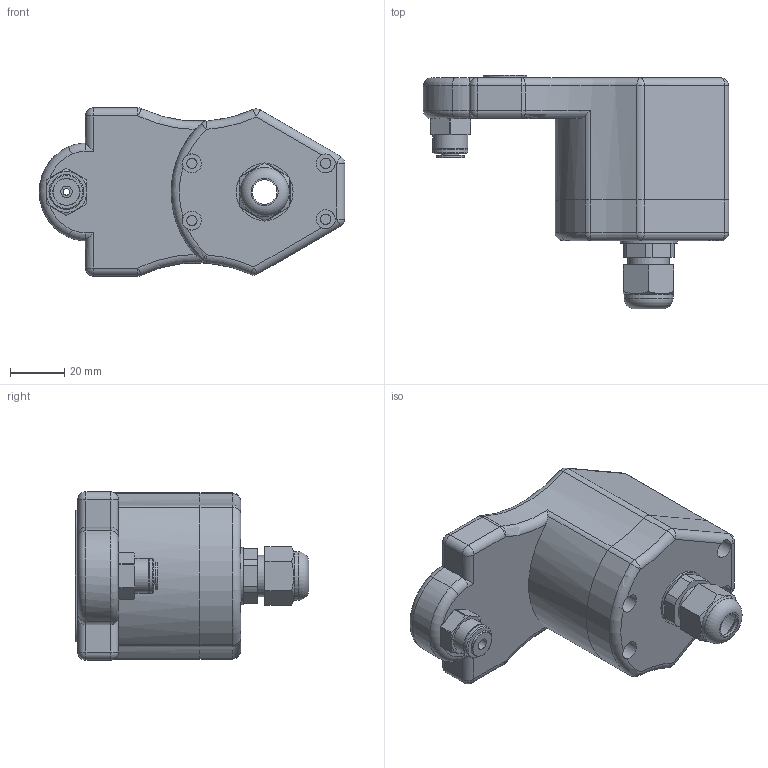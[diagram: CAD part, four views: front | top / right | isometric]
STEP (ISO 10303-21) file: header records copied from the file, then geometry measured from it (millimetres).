
FILE_DESCRIPTION(/* description */ ('','CAx-IF Rec.Pracs.---Representation and Presentation of Product Manufacturing Information (PMI)---4.0---2014-10-13'),/* implementation_level */ '2;1');
FILE_NAME(/* name */ 'electronic_compartment_orbiter v8.step',/* time_stamp */ '2024-12-02T11:35:40+01:00',/* author */ (''),/* organization */ (''),/* preprocessor_version */ 'ST-DEVELOPER v20',/* originating_system */ 'Autodesk Translation Framework v13.20.0.188',/* authorisation */ '');
FILE_SCHEMA (('AP242_MANAGED_MODEL_BASED_3D_ENGINEERING_MIM_LF { 1 0 10303 442 1 1 4 }'));
Length unit declared in the file: millimetre
Products named in the file (7): electronic_compartment_orbiter; D1_Orbiter_Electronic_Box; D1_Orbiter_Electronic_Box_Lid; Peripherals; PushFit_JG_PM010401E; PG9_Durchführung; TypePlate
Assembly tree (6 placements, depth 3):
  electronic_compartment_orbiter
    D1_Orbiter_Electronic_Box
    D1_Orbiter_Electronic_Box_Lid
    Peripherals
      PushFit_JG_PM010401E
      PG9_Durchführung
      TypePlate
Bounding box: 112.51 x 86.11 x 62 mm (x, y, z)
Volume: 103374.3 mm3; surface area: 49371 mm2
Topology: 5 solids, 5 shells, 668 faces, 1720 edges, 1106 vertices
Faces by surface type: plane 229, bspline 199, cylinder 172, torus 26, cone 24, sphere 18
Full cylindrical faces by diameter (mm): 2.4 x1, 3.8 x12, 4.2 x1, 4.5 x3, 6.635 x1, 7 x4, 8.566 x11, 9.04 x1, 9.728 x11, 10 x1, 11 x1, 12.4 x1, 12.9 x2, 15 x2, 15.04 x1, 15.2 x1, 15.4 x1, 18 x1, 21 x1, 35 x1
Entity records: 33681 total; most frequent: CARTESIAN_POINT 18452, ORIENTED_EDGE 3440, DIRECTION 2527, EDGE_CURVE 1720, VERTEX_POINT 1106, AXIS2_PLACEMENT_3D 858, LINE 811, VECTOR 811
